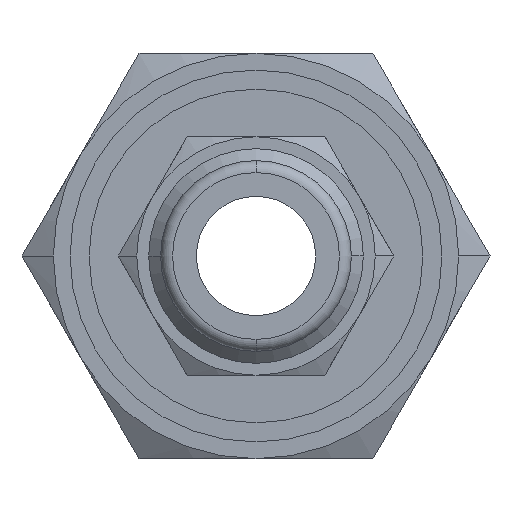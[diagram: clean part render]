
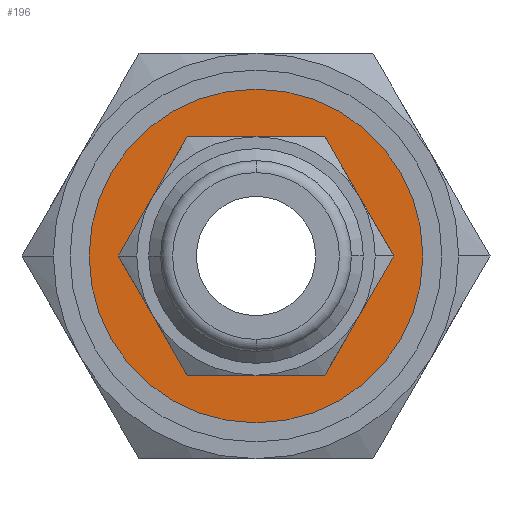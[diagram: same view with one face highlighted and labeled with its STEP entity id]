
A CAD part, front view. The second image highlights one B-rep face of the part: STEP entity #196.
In plain terms, the highlighted planar face has unit normal (0, -1, 0).
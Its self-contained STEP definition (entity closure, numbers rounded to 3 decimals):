
#196=ADVANCED_FACE('',(#441,#442),#443,.T.);
#441=FACE_OUTER_BOUND('',#738,.T.);
#442=FACE_BOUND('',#739,.T.);
#443=PLANE('',#740);
#738=EDGE_LOOP('',(#1241,#1242));
#739=EDGE_LOOP('',(#1243,#1244));
#740=AXIS2_PLACEMENT_3D('',#1245,#1246,#1247);
#1241=ORIENTED_EDGE('',*,*,#1827,.T.);
#1242=ORIENTED_EDGE('',*,*,#1911,.T.);
#1243=ORIENTED_EDGE('',*,*,#1868,.F.);
#1244=ORIENTED_EDGE('',*,*,#1912,.F.);
#1245=CARTESIAN_POINT('',(0.0,23.5,0.0));
#1246=DIRECTION('',(0.0,-1.0,0.0));
#1247=DIRECTION('',(-1.0,0.0,0.0));
#1827=EDGE_CURVE('',#2221,#2226,#2228,.T.);
#1868=EDGE_CURVE('',#2291,#2289,#2293,.T.);
#1911=EDGE_CURVE('',#2226,#2221,#2350,.T.);
#1912=EDGE_CURVE('',#2289,#2291,#2351,.T.);
#2221=VERTEX_POINT('',#3023);
#2226=VERTEX_POINT('',#3029);
#2228=CIRCLE('',#3032,7.0);
#2289=VERTEX_POINT('',#3156);
#2291=VERTEX_POINT('',#3159);
#2293=CIRCLE('',#3162,4.5);
#2350=CIRCLE('',#3320,7.0);
#2351=CIRCLE('',#3321,4.5);
#3023=CARTESIAN_POINT('',(7.0,23.5,0.0));
#3029=CARTESIAN_POINT('',(-7.0,23.5,0.));
#3032=AXIS2_PLACEMENT_3D('',#3860,#3861,#3862);
#3156=CARTESIAN_POINT('',(4.5,23.5,0.));
#3159=CARTESIAN_POINT('',(-4.5,23.5,0.));
#3162=AXIS2_PLACEMENT_3D('',#3924,#3925,#3926);
#3320=AXIS2_PLACEMENT_3D('',#3967,#3968,#3969);
#3321=AXIS2_PLACEMENT_3D('',#3970,#3971,#3972);
#3860=CARTESIAN_POINT('',(0.0,23.5,0.0));
#3861=DIRECTION('',(0.0,-1.0,0.0));
#3862=DIRECTION('',(1.0,0.0,0.0));
#3924=CARTESIAN_POINT('',(0.0,23.5,0.0));
#3925=DIRECTION('',(0.0,-1.0,0.0));
#3926=DIRECTION('',(1.0,0.0,0.0));
#3967=CARTESIAN_POINT('',(0.0,23.5,0.0));
#3968=DIRECTION('',(0.0,-1.0,0.0));
#3969=DIRECTION('',(1.0,0.0,0.0));
#3970=CARTESIAN_POINT('',(0.0,23.5,0.0));
#3971=DIRECTION('',(0.0,-1.0,0.0));
#3972=DIRECTION('',(1.0,0.0,0.0));
